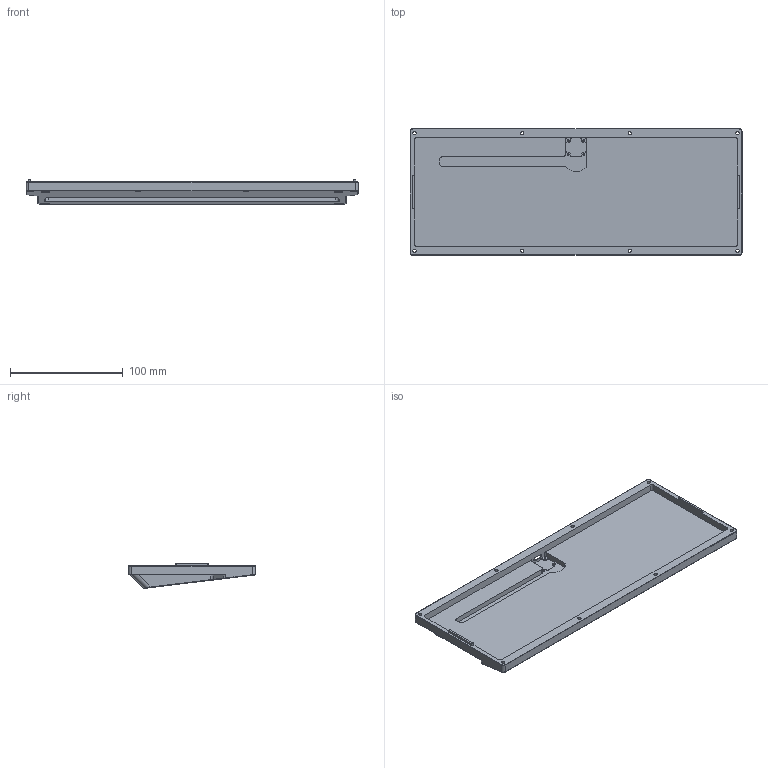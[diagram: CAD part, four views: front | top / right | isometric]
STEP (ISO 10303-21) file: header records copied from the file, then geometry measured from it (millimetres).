
FILE_DESCRIPTION(/* description */ ('','CAx-IF Rec.Pracs.---Representation and Presentation of Product Manufacturing Information (PMI)---4.0---2014-10-13'),/* implementation_level */ '2;1');
FILE_NAME(/* name */ 'ijoken-bottom.step',/* time_stamp */ '2025-01-10T03:47:50+09:00',/* author */ (''),/* organization */ (''),/* preprocessor_version */ 'ST-DEVELOPER v20',/* originating_system */ 'Autodesk Translation Framework v13.20.0.188',/* authorisation */ '');
FILE_SCHEMA (('AP242_MANAGED_MODEL_BASED_3D_ENGINEERING_MIM_LF { 1 0 10303 442 1 1 4 }'));
Length unit declared in the file: millimetre
Products named in the file (2): Untitled; Bottom
Assembly tree (1 placements, depth 2):
  Untitled
    Bottom
Bounding box: 294.75 x 112.25 x 21.93 mm (x, y, z)
Volume: 227304.8 mm3; surface area: 85151.7 mm2
Topology: 1 solids, 1 shells, 208 faces, 510 edges, 318 vertices
Faces by surface type: cylinder 108, plane 66, torus 16, bspline 10, cone 6, sphere 2
Full cylindrical faces by diameter (mm): 1.6 x4, 2.5 x2, 2.9 x8, 4.7 x8, 8.1 x4
Entity records: 6445 total; most frequent: CARTESIAN_POINT 1309, DIRECTION 1142, ORIENTED_EDGE 1008, EDGE_CURVE 504, AXIS2_PLACEMENT_3D 439, VERTEX_POINT 318, LINE 264, VECTOR 264
